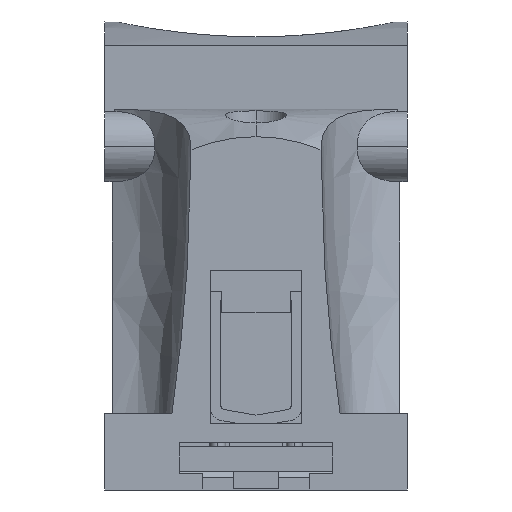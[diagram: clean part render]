
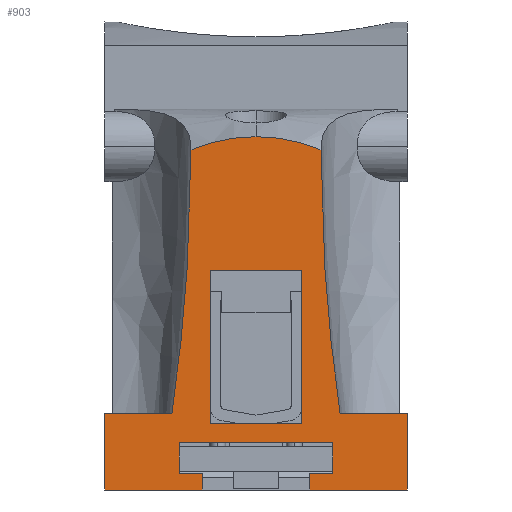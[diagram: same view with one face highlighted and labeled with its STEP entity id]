
A CAD part, front view. The second image highlights one B-rep face of the part: STEP entity #903.
In plain terms, the highlighted planar face has unit normal (0, -1, 0).
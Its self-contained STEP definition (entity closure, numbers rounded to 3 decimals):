
#903=ADVANCED_FACE('HAUPTK\X\D6RPER',(#2248,#2249),#2250,.F.);
#2248=FACE_OUTER_BOUND('',#4417,.T.);
#2249=FACE_BOUND('',#4418,.T.);
#2250=PLANE('',#4419);
#4417=EDGE_LOOP('',(#7428,#7429,#7430,#7431,#7432,#7433,#7434,#7435,#7436,#7437,#7438,#7439,#7440,#7441,#7442,#7443,#7444,#7445,#7446,#7447,#7448));
#4418=EDGE_LOOP('',(#7449,#7450,#7451,#7452));
#4419=AXIS2_PLACEMENT_3D('',#7453,#7454,#7455);
#7428=ORIENTED_EDGE('',*,*,#12282,.F.);
#7429=ORIENTED_EDGE('',*,*,#12283,.F.);
#7430=ORIENTED_EDGE('',*,*,#12284,.F.);
#7431=ORIENTED_EDGE('',*,*,#12285,.F.);
#7432=ORIENTED_EDGE('',*,*,#11923,.F.);
#7433=ORIENTED_EDGE('',*,*,#11930,.F.);
#7434=ORIENTED_EDGE('',*,*,#11920,.F.);
#7435=ORIENTED_EDGE('',*,*,#12286,.F.);
#7436=ORIENTED_EDGE('',*,*,#12287,.F.);
#7437=ORIENTED_EDGE('',*,*,#12288,.F.);
#7438=ORIENTED_EDGE('',*,*,#12289,.F.);
#7439=ORIENTED_EDGE('',*,*,#12290,.T.);
#7440=ORIENTED_EDGE('',*,*,#12291,.T.);
#7441=ORIENTED_EDGE('',*,*,#12292,.F.);
#7442=ORIENTED_EDGE('',*,*,#12185,.F.);
#7443=ORIENTED_EDGE('',*,*,#12263,.T.);
#7444=ORIENTED_EDGE('',*,*,#12116,.F.);
#7445=ORIENTED_EDGE('',*,*,#12006,.T.);
#7446=ORIENTED_EDGE('',*,*,#12293,.T.);
#7447=ORIENTED_EDGE('',*,*,#12294,.F.);
#7448=ORIENTED_EDGE('',*,*,#12295,.T.);
#7449=ORIENTED_EDGE('',*,*,#11946,.T.);
#7450=ORIENTED_EDGE('',*,*,#12138,.F.);
#7451=ORIENTED_EDGE('',*,*,#11956,.T.);
#7452=ORIENTED_EDGE('',*,*,#12266,.T.);
#7453=CARTESIAN_POINT('',(19.8,4.2,51.315));
#7454=DIRECTION('',(-0.0,1.0,0.0));
#7455=DIRECTION('',(1.0,0.0,0.0));
#11920=EDGE_CURVE('LINE',#14525,#14527,#14528,.T.);
#11923=EDGE_CURVE('LINE',#14531,#14532,#14533,.T.);
#11930=EDGE_CURVE('LINE',#14527,#14531,#14542,.T.);
#11946=EDGE_CURVE('LINE',#14572,#14569,#14573,.T.);
#11956=EDGE_CURVE('LINE',#14591,#14589,#14592,.T.);
#12006=EDGE_CURVE('',#14677,#14675,#14678,.T.);
#12116=EDGE_CURVE('',#14677,#14822,#14823,.T.);
#12138=EDGE_CURVE('LINE',#14591,#14569,#14855,.T.);
#12185=EDGE_CURVE('',#14918,#14920,#14921,.T.);
#12263=EDGE_CURVE('',#14918,#14822,#15015,.T.);
#12266=EDGE_CURVE('LINE',#14589,#14572,#15019,.T.);
#12282=EDGE_CURVE('LINE',#15046,#15047,#15048,.T.);
#12283=EDGE_CURVE('LINE',#15049,#15046,#15050,.T.);
#12284=EDGE_CURVE('',#15051,#15049,#15052,.T.);
#12285=EDGE_CURVE('',#14532,#15051,#15053,.T.);
#12286=EDGE_CURVE('',#15054,#14525,#15055,.T.);
#12287=EDGE_CURVE('',#15056,#15054,#15057,.T.);
#12288=EDGE_CURVE('LINE',#15058,#15056,#15059,.T.);
#12289=EDGE_CURVE('LINE',#15060,#15058,#15061,.T.);
#12290=EDGE_CURVE('LINE',#15060,#15062,#15063,.T.);
#12291=EDGE_CURVE('LINE',#15062,#15064,#15065,.T.);
#12292=EDGE_CURVE('LINE',#14920,#15064,#15066,.T.);
#12293=EDGE_CURVE('LINE',#14675,#15067,#15068,.T.);
#12294=EDGE_CURVE('LINE',#15069,#15067,#15070,.T.);
#12295=EDGE_CURVE('LINE',#15069,#15047,#15071,.T.);
#14525=VERTEX_POINT('',#18642);
#14527=VERTEX_POINT('',#18645);
#14528=LINE('',#18646,#18647);
#14531=VERTEX_POINT('',#18651);
#14532=VERTEX_POINT('',#18652);
#14533=LINE('',#18653,#18654);
#14542=LINE('',#18666,#18667);
#14569=VERTEX_POINT('',#18707);
#14572=VERTEX_POINT('',#18711);
#14573=LINE('',#18712,#18713);
#14589=VERTEX_POINT('',#18736);
#14591=VERTEX_POINT('',#18739);
#14592=LINE('',#18740,#18741);
#14675=VERTEX_POINT('',#18958);
#14677=VERTEX_POINT('',#18965);
#14678=B_SPLINE_CURVE_WITH_KNOTS('',5,(#18966,#18967,#18968,#18969,#18970,#18971),.UNSPECIFIED.,.F.,.F.,(6,6),(0.0,1.0),.UNSPECIFIED.);
#14822=VERTEX_POINT('',#19213);
#14823=B_SPLINE_CURVE_WITH_KNOTS('',4,(#19214,#19215,#19216,#19217,#19218),.UNSPECIFIED.,.F.,.F.,(5,5),(0.0,1.0),.UNSPECIFIED.);
#14855=LINE('',#19294,#19295);
#14918=VERTEX_POINT('',#19431);
#14920=VERTEX_POINT('',#19438);
#14921=B_SPLINE_CURVE_WITH_KNOTS('',5,(#19439,#19440,#19441,#19442,#19443,#19444),.UNSPECIFIED.,.F.,.F.,(6,6),(0.0,1.0),.UNSPECIFIED.);
#15015=B_SPLINE_CURVE_WITH_KNOTS('',4,(#19586,#19587,#19588,#19589,#19590),.UNSPECIFIED.,.F.,.F.,(5,5),(0.0,1.0),.UNSPECIFIED.);
#15019=LINE('',#19595,#19596);
#15046=VERTEX_POINT('',#19636);
#15047=VERTEX_POINT('',#19637);
#15048=LINE('',#19638,#19639);
#15049=VERTEX_POINT('',#19640);
#15050=LINE('',#19641,#19642);
#15051=VERTEX_POINT('',#19643);
#15052=LINE('',#19644,#19645);
#15053=LINE('',#19646,#19647);
#15054=VERTEX_POINT('',#19648);
#15055=LINE('',#19649,#19650);
#15056=VERTEX_POINT('',#19651);
#15057=LINE('',#19652,#19653);
#15058=VERTEX_POINT('',#19654);
#15059=LINE('',#19655,#19656);
#15060=VERTEX_POINT('',#19657);
#15061=LINE('',#19658,#19659);
#15062=VERTEX_POINT('',#19660);
#15063=LINE('',#19661,#19662);
#15064=VERTEX_POINT('',#19663);
#15065=LINE('',#19664,#19665);
#15066=LINE('',#19666,#19667);
#15067=VERTEX_POINT('',#19668);
#15068=LINE('',#19669,#19670);
#15069=VERTEX_POINT('',#19671);
#15070=LINE('',#19672,#19673);
#15071=LINE('',#19674,#19675);
#18642=CARTESIAN_POINT('',(29.85,4.2,5.638));
#18645=CARTESIAN_POINT('',(29.85,4.2,6.2));
#18646=CARTESIAN_POINT('',(29.85,4.2,4.2));
#18647=VECTOR('',#23095,1.0);
#18651=CARTESIAN_POINT('',(9.75,4.2,6.2));
#18652=CARTESIAN_POINT('',(9.75,4.2,5.638));
#18653=CARTESIAN_POINT('',(9.75,4.2,4.2));
#18654=VECTOR('',#23097,1.0);
#18666=CARTESIAN_POINT('',(19.8,4.2,6.2));
#18667=VECTOR('',#23107,1.0);
#18707=CARTESIAN_POINT('',(13.8,4.2,8.7));
#18711=CARTESIAN_POINT('',(25.8,4.2,8.7));
#18712=CARTESIAN_POINT('',(19.8,4.2,8.7));
#18713=VECTOR('',#23122,1.0);
#18736=CARTESIAN_POINT('',(25.8,4.2,28.7));
#18739=CARTESIAN_POINT('',(13.8,4.2,28.7));
#18740=CARTESIAN_POINT('',(19.8,4.2,28.7));
#18741=VECTOR('',#23131,1.0);
#18958=CARTESIAN_POINT('',(8.8,4.2,10.));
#18965=CARTESIAN_POINT('',(11.3,4.2,44.5));
#18966=CARTESIAN_POINT('',(11.3,4.2,44.5));
#18967=CARTESIAN_POINT('',(11.3,4.2,37.576));
#18968=CARTESIAN_POINT('',(11.05,4.2,30.652));
#18969=CARTESIAN_POINT('',(10.549,4.2,23.74));
#18970=CARTESIAN_POINT('',(9.798,4.2,16.852));
#18971=CARTESIAN_POINT('',(8.8,4.2,10.));
#19213=CARTESIAN_POINT('',(19.8,4.2,46.2));
#19214=CARTESIAN_POINT('',(11.3,4.2,44.5));
#19215=CARTESIAN_POINT('',(13.313,4.2,45.339));
#19216=CARTESIAN_POINT('',(15.437,4.2,45.913));
#19217=CARTESIAN_POINT('',(17.619,4.2,46.2));
#19218=CARTESIAN_POINT('',(19.8,4.2,46.2));
#19294=CARTESIAN_POINT('',(13.8,4.2,18.7));
#19295=VECTOR('',#23315,1.0);
#19431=CARTESIAN_POINT('',(28.3,4.2,44.5));
#19438=CARTESIAN_POINT('',(30.8,4.2,10.));
#19439=CARTESIAN_POINT('',(28.3,4.2,44.5));
#19440=CARTESIAN_POINT('',(28.3,4.2,37.576));
#19441=CARTESIAN_POINT('',(28.55,4.2,30.652));
#19442=CARTESIAN_POINT('',(29.051,4.2,23.74));
#19443=CARTESIAN_POINT('',(29.802,4.2,16.852));
#19444=CARTESIAN_POINT('',(30.8,4.2,10.));
#19586=CARTESIAN_POINT('',(28.3,4.2,44.5));
#19587=CARTESIAN_POINT('',(26.287,4.2,45.339));
#19588=CARTESIAN_POINT('',(24.163,4.2,45.913));
#19589=CARTESIAN_POINT('',(21.981,4.2,46.2));
#19590=CARTESIAN_POINT('',(19.8,4.2,46.2));
#19595=CARTESIAN_POINT('',(25.8,4.2,18.7));
#19596=VECTOR('',#23461,1.0);
#19636=CARTESIAN_POINT('',(12.8,4.2,2.2));
#19637=CARTESIAN_POINT('',(12.8,4.2,0.0));
#19638=CARTESIAN_POINT('',(12.8,4.2,1.1));
#19639=VECTOR('',#23475,1.0);
#19640=CARTESIAN_POINT('',(9.75,4.2,2.2));
#19641=CARTESIAN_POINT('',(11.275,4.2,2.2));
#19642=VECTOR('',#23476,1.0);
#19643=CARTESIAN_POINT('',(9.75,4.2,2.463));
#19644=CARTESIAN_POINT('',(9.75,4.2,4.2));
#19645=VECTOR('',#23477,1.0);
#19646=CARTESIAN_POINT('',(9.75,4.2,4.2));
#19647=VECTOR('',#23478,1.0);
#19648=CARTESIAN_POINT('',(29.85,4.2,2.463));
#19649=CARTESIAN_POINT('',(29.85,4.2,4.2));
#19650=VECTOR('',#23479,1.0);
#19651=CARTESIAN_POINT('',(29.85,4.2,2.2));
#19652=CARTESIAN_POINT('',(29.85,4.2,4.2));
#19653=VECTOR('',#23480,1.0);
#19654=CARTESIAN_POINT('',(26.8,4.2,2.2));
#19655=CARTESIAN_POINT('',(28.325,4.2,2.2));
#19656=VECTOR('',#23481,1.0);
#19657=CARTESIAN_POINT('',(26.8,4.2,0.0));
#19658=CARTESIAN_POINT('',(26.8,4.2,1.1));
#19659=VECTOR('',#23482,1.0);
#19660=CARTESIAN_POINT('',(39.6,4.2,0.0));
#19661=CARTESIAN_POINT('',(33.2,4.2,0.0));
#19662=VECTOR('',#23483,1.0);
#19663=CARTESIAN_POINT('',(39.6,4.2,10.0));
#19664=CARTESIAN_POINT('',(39.6,4.2,5.0));
#19665=VECTOR('',#23484,1.0);
#19666=CARTESIAN_POINT('',(35.2,4.2,10.0));
#19667=VECTOR('',#23485,1.0);
#19668=CARTESIAN_POINT('',(0.0,4.2,10.0));
#19669=CARTESIAN_POINT('',(4.4,4.2,10.0));
#19670=VECTOR('',#23486,1.0);
#19671=CARTESIAN_POINT('',(0.0,4.2,0.0));
#19672=CARTESIAN_POINT('',(0.0,4.2,5.0));
#19673=VECTOR('',#23487,1.0);
#19674=CARTESIAN_POINT('',(6.4,4.2,0.0));
#19675=VECTOR('',#23488,1.0);
#23095=DIRECTION('',(0.0,0.0,1.0));
#23097=DIRECTION('',(0.0,0.0,-1.0));
#23107=DIRECTION('',(-1.0,0.0,0.0));
#23122=DIRECTION('',(-1.0,0.0,0.0));
#23131=DIRECTION('',(1.0,0.0,0.0));
#23315=DIRECTION('',(0.0,0.0,-1.0));
#23461=DIRECTION('',(0.0,0.0,-1.0));
#23475=DIRECTION('',(0.0,0.0,-1.0));
#23476=DIRECTION('',(1.0,0.0,0.0));
#23477=DIRECTION('',(0.0,0.0,-1.0));
#23478=DIRECTION('',(0.0,0.0,-1.0));
#23479=DIRECTION('',(0.0,0.0,1.0));
#23480=DIRECTION('',(0.0,0.0,1.0));
#23481=DIRECTION('',(1.0,0.0,0.0));
#23482=DIRECTION('',(0.0,0.0,1.0));
#23483=DIRECTION('',(1.0,0.0,0.0));
#23484=DIRECTION('',(0.0,0.0,1.0));
#23485=DIRECTION('',(1.0,0.0,0.0));
#23486=DIRECTION('',(-1.0,0.0,0.0));
#23487=DIRECTION('',(0.0,0.0,1.0));
#23488=DIRECTION('',(1.0,0.0,0.0));
